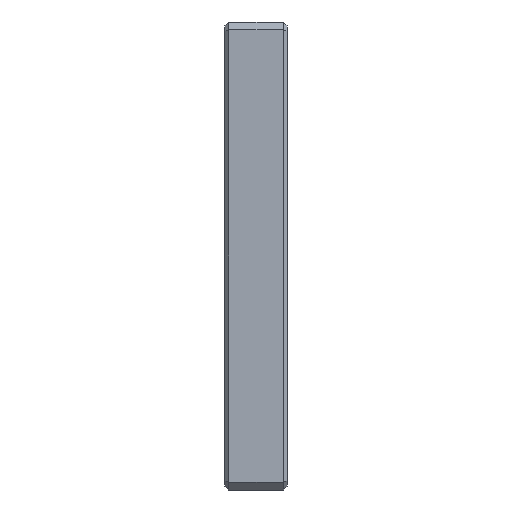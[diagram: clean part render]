
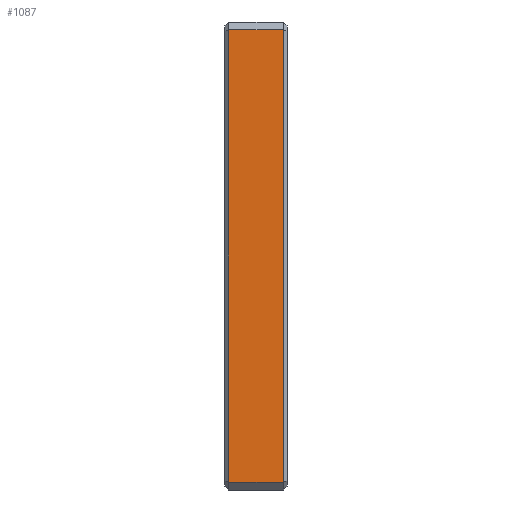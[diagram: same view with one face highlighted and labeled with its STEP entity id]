
A CAD part, left-side view. The second image highlights one B-rep face of the part: STEP entity #1087.
In plain terms, the highlighted planar face has unit normal (-1, 0, 0).
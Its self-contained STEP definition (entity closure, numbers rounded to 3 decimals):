
#19 = DIRECTION ( 'NONE',  ( 0., 0., -1. ) ) ;
#145 = DIRECTION ( 'NONE',  ( 1., 0., 0. ) ) ;
#160 = CARTESIAN_POINT ( 'NONE',  ( -45., 0.5, -29. ) ) ;
#167 = ORIENTED_EDGE ( 'NONE', *, *, #754, .T. ) ;
#205 = CARTESIAN_POINT ( 'NONE',  ( -45., 8., 29. ) ) ;
#231 = CARTESIAN_POINT ( 'NONE',  ( -45., 7.5, -29. ) ) ;
#264 = VECTOR ( 'NONE', #1596, 1000. ) ;
#387 = CARTESIAN_POINT ( 'NONE',  ( -45., 0.5, -30. ) ) ;
#407 = ORIENTED_EDGE ( 'NONE', *, *, #516, .T. ) ;
#452 = CARTESIAN_POINT ( 'NONE',  ( -45., 7.5, 29. ) ) ;
#516 = EDGE_CURVE ( 'NONE', #1086, #1211, #1323, .T. ) ;
#531 = ORIENTED_EDGE ( 'NONE', *, *, #1141, .T. ) ;
#579 = FACE_OUTER_BOUND ( 'NONE', #1424, .T. ) ;
#597 = CARTESIAN_POINT ( 'NONE',  ( -45., 0.5, 29. ) ) ;
#655 = AXIS2_PLACEMENT_3D ( 'NONE', #1248, #145, #19 ) ;
#733 = LINE ( 'NONE', #205, #1300 ) ;
#740 = DIRECTION ( 'NONE',  ( 0., 0., -1. ) ) ;
#754 = EDGE_CURVE ( 'NONE', #1211, #1677, #733, .T. ) ;
#771 = DIRECTION ( 'NONE',  ( 0., 1., 0. ) ) ;
#772 = VECTOR ( 'NONE', #867, 1000. ) ;
#784 = EDGE_CURVE ( 'NONE', #1397, #1086, #1434, .T. ) ;
#867 = DIRECTION ( 'NONE',  ( 0., -1., 0. ) ) ;
#877 = VECTOR ( 'NONE', #740, 1000. ) ;
#1086 = VERTEX_POINT ( 'NONE', #160 ) ;
#1087 = ADVANCED_FACE ( 'NONE', ( #579 ), #1239, .F. ) ;
#1141 = EDGE_CURVE ( 'NONE', #1677, #1397, #1423, .T. ) ;
#1211 = VERTEX_POINT ( 'NONE', #597 ) ;
#1239 = PLANE ( 'NONE',  #655 ) ;
#1248 = CARTESIAN_POINT ( 'NONE',  ( -45., 8., -30. ) ) ;
#1286 = CARTESIAN_POINT ( 'NONE',  ( -45., 8., -29. ) ) ;
#1300 = VECTOR ( 'NONE', #771, 1000. ) ;
#1323 = LINE ( 'NONE', #387, #264 ) ;
#1394 = ORIENTED_EDGE ( 'NONE', *, *, #784, .T. ) ;
#1397 = VERTEX_POINT ( 'NONE', #231 ) ;
#1401 = CARTESIAN_POINT ( 'NONE',  ( -45., 7.5, -29. ) ) ;
#1423 = LINE ( 'NONE', #1401, #877 ) ;
#1424 = EDGE_LOOP ( 'NONE', ( #1394, #407, #167, #531 ) ) ;
#1434 = LINE ( 'NONE', #1286, #772 ) ;
#1596 = DIRECTION ( 'NONE',  ( 0., 0., 1. ) ) ;
#1677 = VERTEX_POINT ( 'NONE', #452 ) ;
